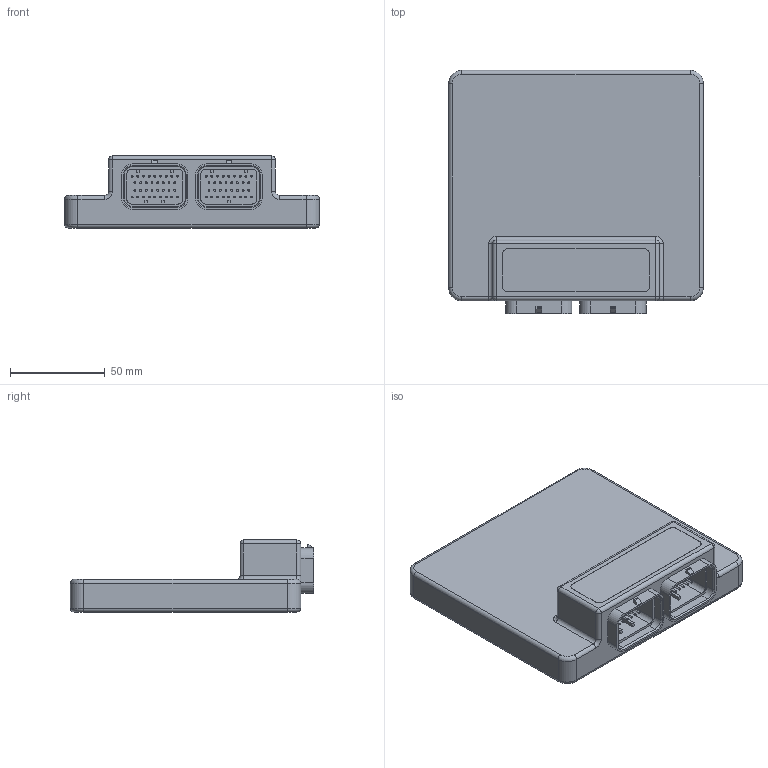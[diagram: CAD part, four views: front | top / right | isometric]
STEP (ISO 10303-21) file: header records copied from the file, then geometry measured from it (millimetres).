
FILE_DESCRIPTION(/* description */ (''),/* implementation_level */ '2;1');
FILE_NAME(/* name */ 'SL ECU_Customer_Model.step',/* time_stamp */ '2025-07-16T10:56:21+10:00',/* author */ (''),/* organization */ (''),/* preprocessor_version */ 'ST-DEVELOPER v20.1',/* originating_system */ 'Autodesk Translation Framework v14.10.0.0',/* authorisation */ '');
FILE_SCHEMA (('AUTOMOTIVE_DESIGN { 1 0 10303 214 3 1 1 }'));
Length unit declared in the file: millimetre
Products named in the file (1): SL ECU
Bounding box: 134.4 x 128.35 x 38 mm (x, y, z)
Volume: 327061.4 mm3; surface area: 51730 mm2
Topology: 1 solids, 1 shells, 307 faces, 636 edges, 404 vertices
Faces by surface type: plane 161, cylinder 122, torus 12, cone 8, sphere 4
Full cylindrical faces by diameter (mm): 1 x68
Entity records: 8154 total; most frequent: DIRECTION 1512, CARTESIAN_POINT 1344, ORIENTED_EDGE 1264, EDGE_CURVE 632, AXIS2_PLACEMENT_3D 572, VERTEX_POINT 404, EDGE_LOOP 384, LINE 368
